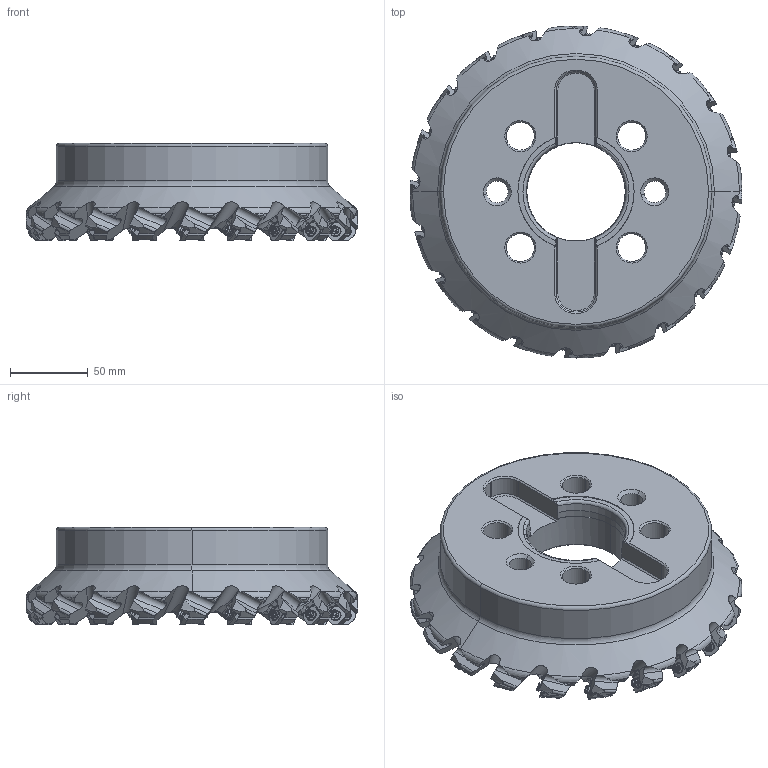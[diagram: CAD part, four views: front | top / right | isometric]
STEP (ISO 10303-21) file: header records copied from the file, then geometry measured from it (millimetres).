
FILE_DESCRIPTION(/* description */ (''),/* implementation_level */ '2;1');
FILE_NAME(/* name */ 'ASX445R0820M.stp',/* time_stamp */ '2021-09-08T11:40:58+09:00',/* author */ (''),/* organization */ (''),/* preprocessor_version */ 'ST-DEVELOPER v16',/* originating_system */ 'SIEMENS PLM Software NX 10.0',/* authorisation */ '');
FILE_SCHEMA (('AUTOMOTIVE_DESIGN { 1 0 10303 214 3 1 1 1 }'));
Length unit declared in the file: millimetre
Products named in the file (1): ASX445R0820M_ASM
Bounding box: 214.13 x 214.13 x 62.74 mm (x, y, z)
Volume: 974155.8 mm3; surface area: 137858 mm2
Topology: 61 solids, 61 shells, 2905 faces, 8036 edges, 5401 vertices
Faces by surface type: plane 1187, cylinder 1166, cone 362, torus 110, sphere 40, bspline 40
Entity records: 104394 total; most frequent: CARTESIAN_POINT 27477, DIRECTION 16098, ORIENTED_EDGE 15832, EDGE_CURVE 7916, AXIS2_PLACEMENT_3D 6342, VERTEX_POINT 5194, LINE 3414, VECTOR 3414
